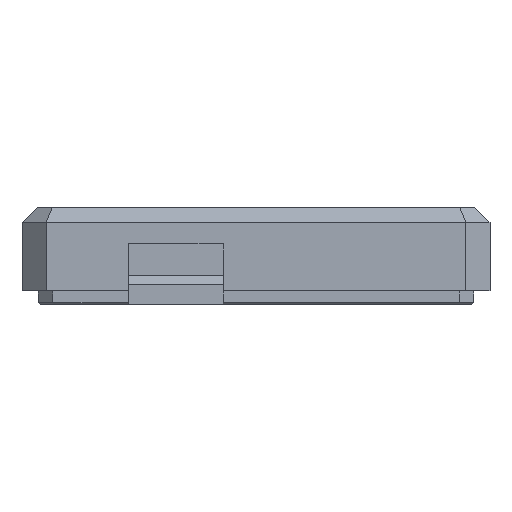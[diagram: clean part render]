
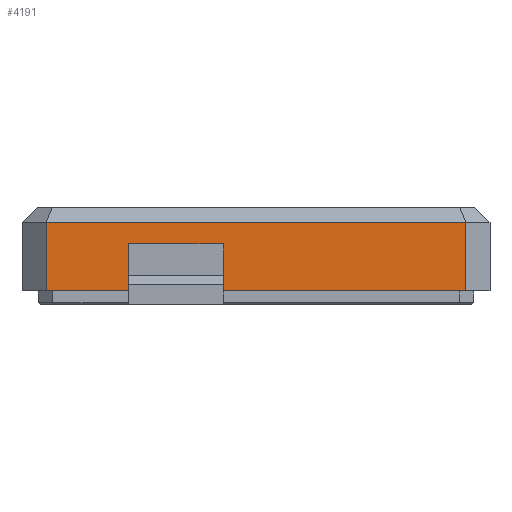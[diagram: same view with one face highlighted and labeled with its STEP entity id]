
A CAD part, front view. The second image highlights one B-rep face of the part: STEP entity #4191.
In plain terms, the highlighted planar face has unit normal (0, -1, 0).
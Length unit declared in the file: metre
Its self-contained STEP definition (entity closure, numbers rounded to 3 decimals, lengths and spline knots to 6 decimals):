
#534=ORIENTED_EDGE('',*,*,#1777,.F.);
#535=ORIENTED_EDGE('',*,*,#1778,.T.);
#536=ORIENTED_EDGE('',*,*,#1779,.T.);
#537=ORIENTED_EDGE('',*,*,#1780,.T.);
#538=ORIENTED_EDGE('',*,*,#1781,.F.);
#539=ORIENTED_EDGE('',*,*,#1782,.T.);
#540=ORIENTED_EDGE('',*,*,#1783,.T.);
#541=ORIENTED_EDGE('',*,*,#1784,.T.);
#1777=EDGE_CURVE('',#2396,#2397,#2738,.T.);
#1778=EDGE_CURVE('',#2396,#2398,#2739,.T.);
#1779=EDGE_CURVE('',#2398,#2399,#2740,.T.);
#1780=EDGE_CURVE('',#2399,#2400,#2741,.T.);
#1781=EDGE_CURVE('',#2401,#2400,#2742,.T.);
#1782=EDGE_CURVE('',#2401,#2402,#2743,.T.);
#1783=EDGE_CURVE('',#2402,#2403,#2744,.T.);
#1784=EDGE_CURVE('',#2403,#2397,#2745,.T.);
#2396=VERTEX_POINT('',#5969);
#2397=VERTEX_POINT('',#5970);
#2398=VERTEX_POINT('',#5972);
#2399=VERTEX_POINT('',#5974);
#2400=VERTEX_POINT('',#5976);
#2401=VERTEX_POINT('',#5978);
#2402=VERTEX_POINT('',#5980);
#2403=VERTEX_POINT('',#5982);
#2738=LINE('',#5968,#3129);
#2739=LINE('',#5971,#3130);
#2740=LINE('',#5973,#3131);
#2741=LINE('',#5975,#3132);
#2742=LINE('',#5977,#3133);
#2743=LINE('',#5979,#3134);
#2744=LINE('',#5981,#3135);
#2745=LINE('',#5983,#3136);
#3129=VECTOR('',#4799,1.);
#3130=VECTOR('',#4800,1.);
#3131=VECTOR('',#4801,1.);
#3132=VECTOR('',#4802,1.);
#3133=VECTOR('',#4803,1.);
#3134=VECTOR('',#4804,1.);
#3135=VECTOR('',#4805,1.);
#3136=VECTOR('',#4806,1.);
#3450=EDGE_LOOP('',(#534,#535,#536,#537,#538,#539,#540,#541));
#3756=FACE_BOUND('',#3450,.T.);
#4051=PLANE('',#4474);
#4191=ADVANCED_FACE('',(#3756),#4051,.F.);
#4474=AXIS2_PLACEMENT_3D('',#5967,#4797,#4798);
#4797=DIRECTION('',(0.,1.,0.));
#4798=DIRECTION('',(0.,0.,1.));
#4799=DIRECTION('',(0.,0.,-1.));
#4800=DIRECTION('',(-1.,0.,0.));
#4801=DIRECTION('',(0.,0.,-1.));
#4802=DIRECTION('',(1.,0.,0.));
#4803=DIRECTION('',(0.,0.,-1.));
#4804=DIRECTION('',(1.,0.,0.));
#4805=DIRECTION('',(0.,0.,-1.));
#4806=DIRECTION('',(1.,0.,0.));
#5967=CARTESIAN_POINT('',(0.02488,-0.004,0.009));
#5968=CARTESIAN_POINT('',(0.052588,-0.004,0.009));
#5969=CARTESIAN_POINT('',(0.052588,-0.004,0.009));
#5970=CARTESIAN_POINT('',(0.052588,-0.004,0.));
#5971=CARTESIAN_POINT('',(-0.002828,-0.004,0.009));
#5972=CARTESIAN_POINT('',(-0.002828,-0.004,0.009));
#5973=CARTESIAN_POINT('',(-0.002828,-0.004,0.009));
#5974=CARTESIAN_POINT('',(-0.002828,-0.004,0.));
#5975=CARTESIAN_POINT('',(0.02488,-0.004,0.));
#5976=CARTESIAN_POINT('',(0.00805,-0.004,0.));
#5977=CARTESIAN_POINT('',(0.00805,-0.004,0.0025));
#5978=CARTESIAN_POINT('',(0.00805,-0.004,0.0062));
#5979=CARTESIAN_POINT('',(0.0143,-0.004,0.0062));
#5980=CARTESIAN_POINT('',(0.02055,-0.004,0.0062));
#5981=CARTESIAN_POINT('',(0.02055,-0.004,0.0025));
#5982=CARTESIAN_POINT('',(0.02055,-0.004,0.));
#5983=CARTESIAN_POINT('',(0.02488,-0.004,0.));
